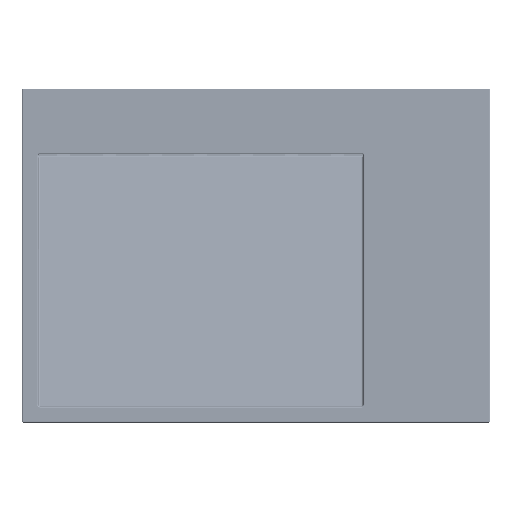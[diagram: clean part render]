
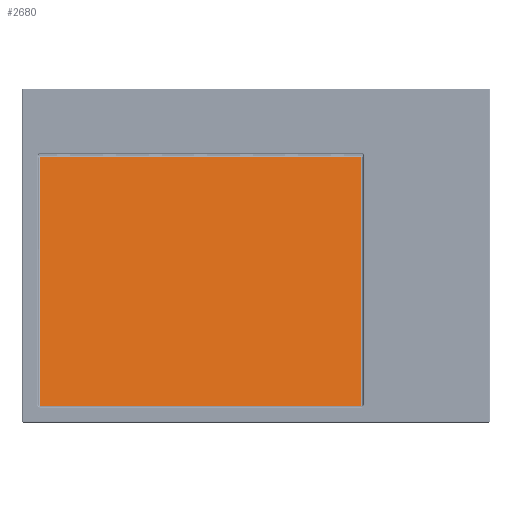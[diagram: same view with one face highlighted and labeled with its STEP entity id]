
A CAD part, top view. The second image highlights one B-rep face of the part: STEP entity #2680.
In plain terms, the highlighted planar face has unit normal (0, 0.156, 0.988).
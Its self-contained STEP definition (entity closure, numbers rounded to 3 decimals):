
#248=PLANE('',#8525);
#619=LINE('',#28666,#1369);
#620=LINE('',#28668,#1370);
#625=LINE('',#28693,#1375);
#637=LINE('',#28749,#1387);
#1369=VECTOR('',#9504,1.);
#1370=VECTOR('',#9507,1.);
#1375=VECTOR('',#9526,1.);
#1387=VECTOR('',#9580,1.);
#2111=FACE_OUTER_BOUND('',#3589,.T.);
#2680=ADVANCED_FACE('',(#2111),#248,.F.);
#3589=EDGE_LOOP('',(#4578,#4579,#4580,#4581));
#4578=ORIENTED_EDGE('',*,*,#7251,.T.);
#4579=ORIENTED_EDGE('',*,*,#7240,.F.);
#4580=ORIENTED_EDGE('',*,*,#7241,.T.);
#4581=ORIENTED_EDGE('',*,*,#7276,.F.);
#6409=VERTEX_POINT('',#28660);
#6412=VERTEX_POINT('',#28665);
#6413=VERTEX_POINT('',#28669);
#6420=VERTEX_POINT('',#28694);
#7240=EDGE_CURVE('',#6412,#6409,#619,.T.);
#7241=EDGE_CURVE('',#6412,#6413,#620,.T.);
#7251=EDGE_CURVE('',#6420,#6409,#625,.T.);
#7276=EDGE_CURVE('',#6420,#6413,#637,.T.);
#8525=AXIS2_PLACEMENT_3D('',#28750,#9581,#9582);
#9504=DIRECTION('',(-1.,0.,0.));
#9507=DIRECTION('',(0.,0.988,-0.156));
#9526=DIRECTION('',(0.,-0.988,0.156));
#9580=DIRECTION('',(1.,0.,0.));
#9581=DIRECTION('',(0.,-0.156,-0.988));
#9582=DIRECTION('',(0.,0.988,-0.156));
#28660=CARTESIAN_POINT('',(-273.5,-27.,-68.243));
#28665=CARTESIAN_POINT('',(220.5,-27.,-68.243));
#28666=CARTESIAN_POINT('',(223.5,-27.,-68.243));
#28668=CARTESIAN_POINT('',(220.5,374.132,-131.776));
#28669=CARTESIAN_POINT('',(220.5,356.327,-128.956));
#28693=CARTESIAN_POINT('',(-273.5,374.132,-131.776));
#28694=CARTESIAN_POINT('',(-273.5,356.327,-128.956));
#28749=CARTESIAN_POINT('',(220.5,356.327,-128.956));
#28750=CARTESIAN_POINT('',(-240.5,374.132,-131.776));
